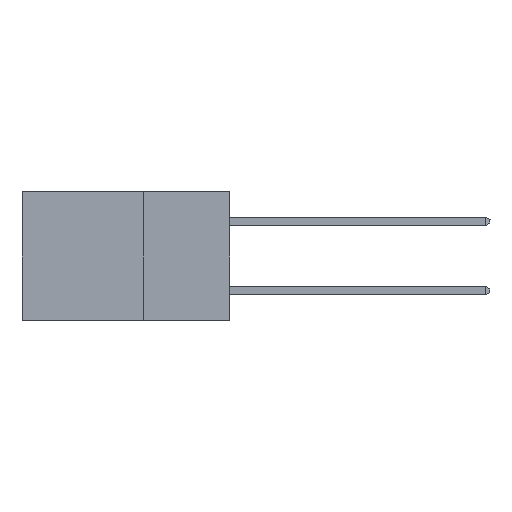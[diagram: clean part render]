
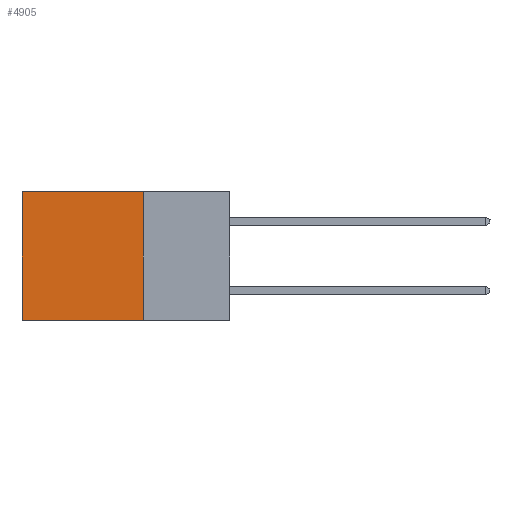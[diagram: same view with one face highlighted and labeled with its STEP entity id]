
A CAD part, left-side view. The second image highlights one B-rep face of the part: STEP entity #4905.
In plain terms, the highlighted planar face has unit normal (-1, 0, 0).
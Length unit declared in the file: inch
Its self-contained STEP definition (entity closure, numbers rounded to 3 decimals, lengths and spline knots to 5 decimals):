
#301 = VECTOR ( 'NONE', #9194, 39.37008 ) ;
#342 = DIRECTION ( 'NONE',  ( 1., 0., 0. ) ) ;
#488 = LINE ( 'NONE', #14632, #2960 ) ;
#515 = CARTESIAN_POINT ( 'NONE',  ( 0.2615, 0.25, -0.37 ) ) ;
#545 = CARTESIAN_POINT ( 'NONE',  ( 0.2615, 0.6, -0.37 ) ) ;
#1028 = VERTEX_POINT ( 'NONE', #4152 ) ;
#1562 = LINE ( 'NONE', #9362, #301 ) ;
#1604 = VECTOR ( 'NONE', #11298, 39.37008 ) ;
#2041 = CARTESIAN_POINT ( 'NONE',  ( 0.2615, 0.25, 0. ) ) ;
#2122 = EDGE_LOOP ( 'NONE', ( #12280, #3696, #3306, #4705 ) ) ;
#2960 = VECTOR ( 'NONE', #13508, 39.37008 ) ;
#3306 = ORIENTED_EDGE ( 'NONE', *, *, #11320, .F. ) ;
#3696 = ORIENTED_EDGE ( 'NONE', *, *, #12383, .F. ) ;
#4152 = CARTESIAN_POINT ( 'NONE',  ( 0.2615, 0.25, 0. ) ) ;
#4564 = FACE_OUTER_BOUND ( 'NONE', #2122, .T. ) ;
#4705 = ORIENTED_EDGE ( 'NONE', *, *, #5135, .T. ) ;
#4905 = ADVANCED_FACE ( 'NONE', ( #4564 ), #12068, .F. ) ;
#5135 = EDGE_CURVE ( 'NONE', #1028, #7449, #5733, .T. ) ;
#5733 = LINE ( 'NONE', #2041, #1604 ) ;
#7449 = VERTEX_POINT ( 'NONE', #14475 ) ;
#8208 = DIRECTION ( 'NONE',  ( 0., 0., -1. ) ) ;
#9194 = DIRECTION ( 'NONE',  ( 0., 1., 0. ) ) ;
#9362 = CARTESIAN_POINT ( 'NONE',  ( 0.2615, 0.25, -0.37 ) ) ;
#10449 = VERTEX_POINT ( 'NONE', #545 ) ;
#11298 = DIRECTION ( 'NONE',  ( 0., 1., 0. ) ) ;
#11320 = EDGE_CURVE ( 'NONE', #1028, #13515, #13518, .T. ) ;
#11997 = AXIS2_PLACEMENT_3D ( 'NONE', #515, #342, #15945 ) ;
#12068 = PLANE ( 'NONE',  #11997 ) ;
#12227 = CARTESIAN_POINT ( 'NONE',  ( 0.2615, 0.25, -0.37 ) ) ;
#12280 = ORIENTED_EDGE ( 'NONE', *, *, #14811, .T. ) ;
#12383 = EDGE_CURVE ( 'NONE', #13515, #10449, #1562, .T. ) ;
#13447 = VECTOR ( 'NONE', #8208, 39.37008 ) ;
#13508 = DIRECTION ( 'NONE',  ( 0., 0., -1. ) ) ;
#13515 = VERTEX_POINT ( 'NONE', #15999 ) ;
#13518 = LINE ( 'NONE', #12227, #13447 ) ;
#14475 = CARTESIAN_POINT ( 'NONE',  ( 0.2615, 0.6, 0. ) ) ;
#14632 = CARTESIAN_POINT ( 'NONE',  ( 0.2615, 0.6, -0.37 ) ) ;
#14811 = EDGE_CURVE ( 'NONE', #7449, #10449, #488, .T. ) ;
#15945 = DIRECTION ( 'NONE',  ( 0., 0., -1. ) ) ;
#15999 = CARTESIAN_POINT ( 'NONE',  ( 0.2615, 0.25, -0.37 ) ) ;
